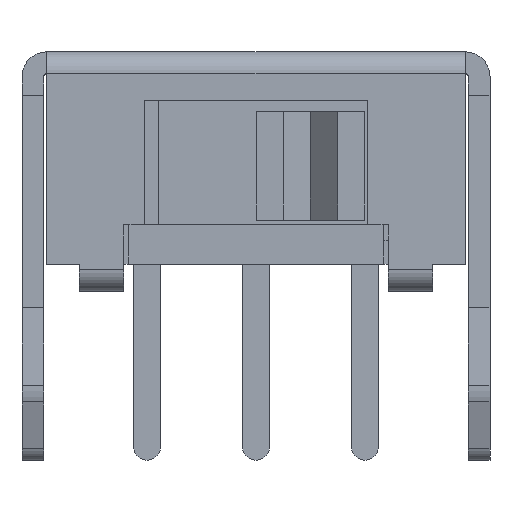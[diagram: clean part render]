
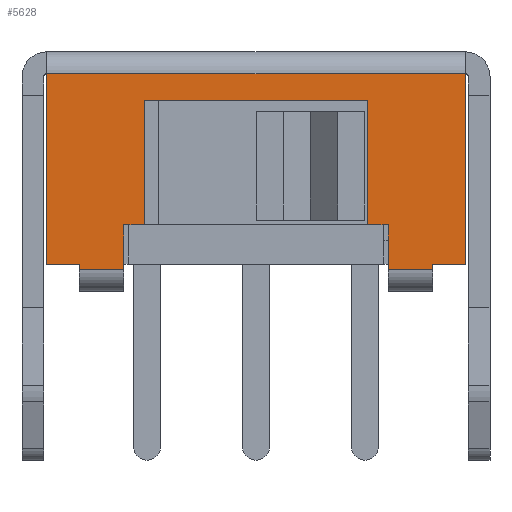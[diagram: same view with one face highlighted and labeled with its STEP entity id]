
A CAD part, top view. The second image highlights one B-rep face of the part: STEP entity #5628.
In plain terms, the highlighted planar face has unit normal (0, 0, 1).
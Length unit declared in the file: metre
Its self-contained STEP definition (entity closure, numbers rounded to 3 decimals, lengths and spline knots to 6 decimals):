
#65 = CARTESIAN_POINT ( 'NONE',  ( -0.003843, -0.0035, 0.0022 ) ) ;
#101 = VECTOR ( 'NONE', #5453, 1. ) ;
#148 = CARTESIAN_POINT ( 'NONE',  ( -0.00243, -0.0036, 0.0022 ) ) ;
#184 = VERTEX_POINT ( 'NONE', #65 ) ;
#273 = VECTOR ( 'NONE', #798, 1. ) ;
#300 = EDGE_CURVE ( 'NONE', #1402, #5819, #4199, .T. ) ;
#446 = LINE ( 'NONE', #3781, #548 ) ;
#454 = CARTESIAN_POINT ( 'NONE',  ( -0.00243, -0.0036, 0.0022 ) ) ;
#512 = DIRECTION ( 'NONE',  ( -1., 0., 0. ) ) ;
#528 = CARTESIAN_POINT ( 'NONE',  ( 0.00325, -0.0035, 0.0022 ) ) ;
#548 = VECTOR ( 'NONE', #5463, 1. ) ;
#688 = DIRECTION ( 'NONE',  ( -1., 0., 0. ) ) ;
#764 = VECTOR ( 'NONE', #3666, 1. ) ;
#787 = EDGE_CURVE ( 'NONE', #184, #6118, #4707, .T. ) ;
#798 = DIRECTION ( 'NONE',  ( 0., 1., 0. ) ) ;
#802 = PLANE ( 'NONE',  #3850 ) ;
#808 = ORIENTED_EDGE ( 'NONE', *, *, #3557, .T. ) ;
#814 = VERTEX_POINT ( 'NONE', #3675 ) ;
#815 = CARTESIAN_POINT ( 'NONE',  ( -0.00243, -0.00278, 0.0022 ) ) ;
#867 = EDGE_CURVE ( 'NONE', #3867, #4266, #6661, .T. ) ;
#933 = DIRECTION ( 'NONE',  ( -1., 0., 0. ) ) ;
#1008 = CARTESIAN_POINT ( 'NONE',  ( 0.00205, -0.0005, 0.0022 ) ) ;
#1179 = CARTESIAN_POINT ( 'NONE',  ( 0.00325, -0.0036, 0.0022 ) ) ;
#1402 = VERTEX_POINT ( 'NONE', #528 ) ;
#1471 = VECTOR ( 'NONE', #3823, 1. ) ;
#1616 = ORIENTED_EDGE ( 'NONE', *, *, #5794, .T. ) ;
#1661 = CARTESIAN_POINT ( 'NONE',  ( 0.003843, 0., 0.0022 ) ) ;
#1683 = VECTOR ( 'NONE', #4780, 1. ) ;
#1748 = ORIENTED_EDGE ( 'NONE', *, *, #5991, .F. ) ;
#1764 = CARTESIAN_POINT ( 'NONE',  ( -0.003843, 0., 0.0022 ) ) ;
#1806 = ORIENTED_EDGE ( 'NONE', *, *, #6518, .F. ) ;
#1973 = VECTOR ( 'NONE', #512, 1. ) ;
#2204 = LINE ( 'NONE', #815, #764 ) ;
#2362 = VERTEX_POINT ( 'NONE', #5050 ) ;
#2520 = FACE_OUTER_BOUND ( 'NONE', #4739, .T. ) ;
#2569 = CARTESIAN_POINT ( 'NONE',  ( 0.00325, -0.0036, 0.0022 ) ) ;
#2621 = DIRECTION ( 'NONE',  ( 0., -1., 0. ) ) ;
#2644 = CARTESIAN_POINT ( 'NONE',  ( -0.00325, -0.00278, 0.0022 ) ) ;
#2647 = ORIENTED_EDGE ( 'NONE', *, *, #300, .T. ) ;
#2649 = ORIENTED_EDGE ( 'NONE', *, *, #3920, .F. ) ;
#2658 = VERTEX_POINT ( 'NONE', #6500 ) ;
#2803 = ORIENTED_EDGE ( 'NONE', *, *, #4815, .F. ) ;
#2904 = VECTOR ( 'NONE', #5291, 1. ) ;
#2927 = LINE ( 'NONE', #4134, #273 ) ;
#3029 = EDGE_CURVE ( 'NONE', #4931, #6145, #3785, .T. ) ;
#3199 = CARTESIAN_POINT ( 'NONE',  ( 0.00205, -0.00278, 0.0022 ) ) ;
#3217 = CARTESIAN_POINT ( 'NONE',  ( -0.00205, -0.0005, 0.0022 ) ) ;
#3233 = VERTEX_POINT ( 'NONE', #148 ) ;
#3378 = CARTESIAN_POINT ( 'NONE',  ( -0.00243, -0.00278, 0.0022 ) ) ;
#3534 = ORIENTED_EDGE ( 'NONE', *, *, #5586, .T. ) ;
#3535 = LINE ( 'NONE', #5797, #4759 ) ;
#3551 = DIRECTION ( 'NONE',  ( 0., 0., 1. ) ) ;
#3557 = EDGE_CURVE ( 'NONE', #6429, #1402, #2927, .T. ) ;
#3619 = DIRECTION ( 'NONE',  ( 0., -1., 0. ) ) ;
#3666 = DIRECTION ( 'NONE',  ( 1., 0., 0. ) ) ;
#3667 = CARTESIAN_POINT ( 'NONE',  ( 0.00205, -0.0005, 0.0022 ) ) ;
#3675 = CARTESIAN_POINT ( 'NONE',  ( 0.003843, 0., 0.0022 ) ) ;
#3761 = LINE ( 'NONE', #3217, #5758 ) ;
#3781 = CARTESIAN_POINT ( 'NONE',  ( -0.00243, -0.0036, 0.0022 ) ) ;
#3785 = LINE ( 'NONE', #3667, #5366 ) ;
#3823 = DIRECTION ( 'NONE',  ( 0., 1., 0. ) ) ;
#3850 = AXIS2_PLACEMENT_3D ( 'NONE', #6852, #3551, #5778 ) ;
#3867 = VERTEX_POINT ( 'NONE', #6498 ) ;
#3920 = EDGE_CURVE ( 'NONE', #3233, #6825, #5514, .T. ) ;
#3993 = LINE ( 'NONE', #1661, #5221 ) ;
#4028 = VECTOR ( 'NONE', #933, 1. ) ;
#4134 = CARTESIAN_POINT ( 'NONE',  ( 0.00325, -0.0036, 0.0022 ) ) ;
#4199 = LINE ( 'NONE', #5843, #2904 ) ;
#4248 = CARTESIAN_POINT ( 'NONE',  ( 0.003843, -0.0035, 0.0022 ) ) ;
#4266 = VERTEX_POINT ( 'NONE', #4440 ) ;
#4352 = ORIENTED_EDGE ( 'NONE', *, *, #787, .T. ) ;
#4396 = ORIENTED_EDGE ( 'NONE', *, *, #867, .T. ) ;
#4428 = ORIENTED_EDGE ( 'NONE', *, *, #6957, .T. ) ;
#4440 = CARTESIAN_POINT ( 'NONE',  ( 0.00243, -0.0036, 0.0022 ) ) ;
#4492 = VECTOR ( 'NONE', #2621, 1. ) ;
#4507 = LINE ( 'NONE', #1179, #1973 ) ;
#4599 = EDGE_CURVE ( 'NONE', #6145, #2362, #3761, .T. ) ;
#4707 = LINE ( 'NONE', #6949, #1683 ) ;
#4739 = EDGE_LOOP ( 'NONE', ( #808, #2647, #2803, #4428, #3534, #4352, #7002, #2649, #5723, #6261, #7034, #7123, #1806, #1616, #4396, #1748 ) ) ;
#4749 = CARTESIAN_POINT ( 'NONE',  ( -0.003843, 0., 0.0022 ) ) ;
#4759 = VECTOR ( 'NONE', #5183, 1. ) ;
#4780 = DIRECTION ( 'NONE',  ( 1., 0., 0. ) ) ;
#4815 = EDGE_CURVE ( 'NONE', #814, #5819, #3535, .T. ) ;
#4931 = VERTEX_POINT ( 'NONE', #1008 ) ;
#5050 = CARTESIAN_POINT ( 'NONE',  ( -0.00205, -0.00278, 0.0022 ) ) ;
#5110 = DIRECTION ( 'NONE',  ( 0., -1., 0. ) ) ;
#5183 = DIRECTION ( 'NONE',  ( 0., -1., 0. ) ) ;
#5221 = VECTOR ( 'NONE', #688, 1. ) ;
#5291 = DIRECTION ( 'NONE',  ( 1., 0., 0. ) ) ;
#5366 = VECTOR ( 'NONE', #7118, 1. ) ;
#5375 = VERTEX_POINT ( 'NONE', #1764 ) ;
#5453 = DIRECTION ( 'NONE',  ( 1., 0., 0. ) ) ;
#5463 = DIRECTION ( 'NONE',  ( 0., 1., 0. ) ) ;
#5514 = LINE ( 'NONE', #454, #4028 ) ;
#5586 = EDGE_CURVE ( 'NONE', #5375, #184, #6890, .T. ) ;
#5628 = ADVANCED_FACE ( 'NONE', ( #2520 ), #802, .T. ) ;
#5723 = ORIENTED_EDGE ( 'NONE', *, *, #7024, .T. ) ;
#5758 = VECTOR ( 'NONE', #5110, 1. ) ;
#5778 = DIRECTION ( 'NONE',  ( 1., 0., 0. ) ) ;
#5794 = EDGE_CURVE ( 'NONE', #2658, #3867, #7103, .T. ) ;
#5797 = CARTESIAN_POINT ( 'NONE',  ( 0.003843, 0., 0.0022 ) ) ;
#5799 = VECTOR ( 'NONE', #7190, 1. ) ;
#5807 = CARTESIAN_POINT ( 'NONE',  ( -0.00205, -0.0005, 0.0022 ) ) ;
#5819 = VERTEX_POINT ( 'NONE', #4248 ) ;
#5843 = CARTESIAN_POINT ( 'NONE',  ( 0.002017, -0.0035, 0.0022 ) ) ;
#5849 = CARTESIAN_POINT ( 'NONE',  ( -0.00325, -0.0035, 0.0022 ) ) ;
#5978 = LINE ( 'NONE', #2644, #5799 ) ;
#5991 = EDGE_CURVE ( 'NONE', #6429, #4266, #4507, .T. ) ;
#5993 = CARTESIAN_POINT ( 'NONE',  ( 0.00243, -0.00278, 0.0022 ) ) ;
#6090 = CARTESIAN_POINT ( 'NONE',  ( 0.00205, -0.00278, 0.0022 ) ) ;
#6118 = VERTEX_POINT ( 'NONE', #5849 ) ;
#6145 = VERTEX_POINT ( 'NONE', #5807 ) ;
#6261 = ORIENTED_EDGE ( 'NONE', *, *, #6298, .T. ) ;
#6298 = EDGE_CURVE ( 'NONE', #6607, #2362, #2204, .T. ) ;
#6429 = VERTEX_POINT ( 'NONE', #2569 ) ;
#6498 = CARTESIAN_POINT ( 'NONE',  ( 0.00243, -0.00278, 0.0022 ) ) ;
#6500 = CARTESIAN_POINT ( 'NONE',  ( 0.00205, -0.00278, 0.0022 ) ) ;
#6518 = EDGE_CURVE ( 'NONE', #2658, #4931, #6610, .T. ) ;
#6563 = CARTESIAN_POINT ( 'NONE',  ( -0.00325, -0.0036, 0.0022 ) ) ;
#6607 = VERTEX_POINT ( 'NONE', #3378 ) ;
#6610 = LINE ( 'NONE', #3199, #1471 ) ;
#6661 = LINE ( 'NONE', #5993, #4492 ) ;
#6825 = VERTEX_POINT ( 'NONE', #6563 ) ;
#6852 = CARTESIAN_POINT ( 'NONE',  ( 0.002017, 0.0004, 0.0022 ) ) ;
#6890 = LINE ( 'NONE', #4749, #6992 ) ;
#6949 = CARTESIAN_POINT ( 'NONE',  ( 0.002017, -0.0035, 0.0022 ) ) ;
#6957 = EDGE_CURVE ( 'NONE', #814, #5375, #3993, .T. ) ;
#6992 = VECTOR ( 'NONE', #3619, 1. ) ;
#7002 = ORIENTED_EDGE ( 'NONE', *, *, #7061, .T. ) ;
#7024 = EDGE_CURVE ( 'NONE', #3233, #6607, #446, .T. ) ;
#7034 = ORIENTED_EDGE ( 'NONE', *, *, #4599, .F. ) ;
#7061 = EDGE_CURVE ( 'NONE', #6118, #6825, #5978, .T. ) ;
#7103 = LINE ( 'NONE', #6090, #101 ) ;
#7118 = DIRECTION ( 'NONE',  ( -1., 0., 0. ) ) ;
#7123 = ORIENTED_EDGE ( 'NONE', *, *, #3029, .F. ) ;
#7190 = DIRECTION ( 'NONE',  ( 0., -1., 0. ) ) ;
